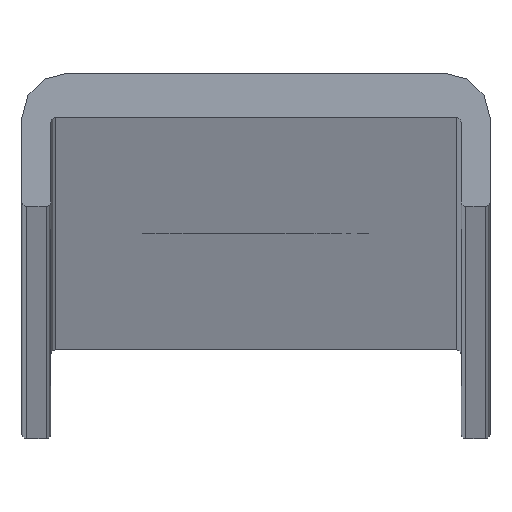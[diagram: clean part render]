
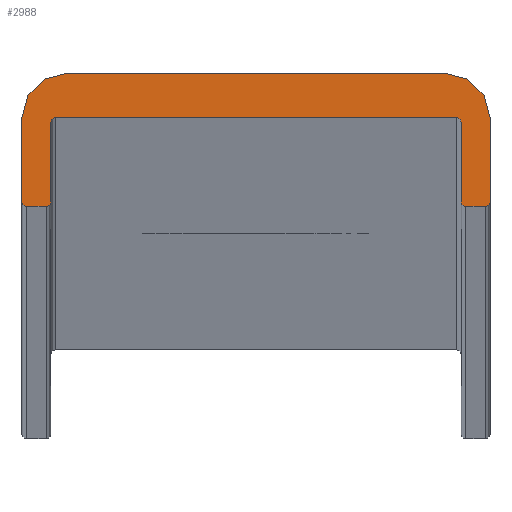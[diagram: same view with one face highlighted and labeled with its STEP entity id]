
A CAD part, top view. The second image highlights one B-rep face of the part: STEP entity #2988.
In plain terms, the highlighted planar face has unit normal (0, 0, 1).
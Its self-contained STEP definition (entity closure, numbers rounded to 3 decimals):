
#56 = LINE ( 'NONE', #3193, #13789 ) ;
#151 = DIRECTION ( 'NONE',  ( 0., -1., 0. ) ) ;
#360 = EDGE_CURVE ( 'NONE', #4248, #12317, #2452, .T. ) ;
#419 = VECTOR ( 'NONE', #2128, 1000. ) ;
#642 = VECTOR ( 'NONE', #15167, 1000. ) ;
#990 = ORIENTED_EDGE ( 'NONE', *, *, #13442, .T. ) ;
#1090 = CARTESIAN_POINT ( 'NONE',  ( -9.25, 0.2, 3000. ) ) ;
#1445 = DIRECTION ( 'NONE',  ( 0., 0., 1. ) ) ;
#1733 = EDGE_CURVE ( 'NONE', #12317, #4372, #56, .T. ) ;
#1741 = ORIENTED_EDGE ( 'NONE', *, *, #3023, .T. ) ;
#1793 = VECTOR ( 'NONE', #10656, 1000. ) ;
#1917 = AXIS2_PLACEMENT_3D ( 'NONE', #12247, #9616, #11066 ) ;
#2128 = DIRECTION ( 'NONE',  ( 0., 1., 0. ) ) ;
#2280 = VERTEX_POINT ( 'NONE', #11456 ) ;
#2442 = EDGE_CURVE ( 'NONE', #11482, #2702, #15723, .T. ) ;
#2452 = CIRCLE ( 'NONE', #4567, 0.2 ) ;
#2702 = VERTEX_POINT ( 'NONE', #11148 ) ;
#2726 = AXIS2_PLACEMENT_3D ( 'NONE', #12005, #16218, #11886 ) ;
#2751 = CARTESIAN_POINT ( 'NONE',  ( 9.45, 0., 3000. ) ) ;
#2826 = CARTESIAN_POINT ( 'NONE',  ( -9.05, 4., 3000. ) ) ;
#2836 = CARTESIAN_POINT ( 'NONE',  ( 9.45, 0.2, 3000. ) ) ;
#2988 = ADVANCED_FACE ( 'NONE', ( #12886 ), #6829, .F. ) ;
#3023 = EDGE_CURVE ( 'NONE', #2702, #10318, #13752, .T. ) ;
#3078 = AXIS2_PLACEMENT_3D ( 'NONE', #11015, #12490, #4156 ) ;
#3193 = CARTESIAN_POINT ( 'NONE',  ( -9.25, 0.2, 3000. ) ) ;
#3201 = LINE ( 'NONE', #12106, #16298 ) ;
#3253 = LINE ( 'NONE', #9604, #642 ) ;
#3292 = CARTESIAN_POINT ( 'NONE',  ( 10.35, 0., 3000. ) ) ;
#3308 = VECTOR ( 'NONE', #16084, 1000. ) ;
#3517 = EDGE_CURVE ( 'NONE', #11593, #3812, #7658, .T. ) ;
#3533 = CARTESIAN_POINT ( 'NONE',  ( 10.55, 4., 3000. ) ) ;
#3584 = ORIENTED_EDGE ( 'NONE', *, *, #16866, .T. ) ;
#3812 = VERTEX_POINT ( 'NONE', #6181 ) ;
#3911 = DIRECTION ( 'NONE',  ( 0., 0., 1. ) ) ;
#3955 = AXIS2_PLACEMENT_3D ( 'NONE', #13327, #16024, #5052 ) ;
#4036 = LINE ( 'NONE', #13011, #5769 ) ;
#4156 = DIRECTION ( 'NONE',  ( -1., 0., 0. ) ) ;
#4212 = CARTESIAN_POINT ( 'NONE',  ( 9.05, 3.8, 3000. ) ) ;
#4248 = VERTEX_POINT ( 'NONE', #10266 ) ;
#4286 = EDGE_CURVE ( 'NONE', #14909, #5662, #17726, .T. ) ;
#4372 = VERTEX_POINT ( 'NONE', #5721 ) ;
#4567 = AXIS2_PLACEMENT_3D ( 'NONE', #9324, #3911, #16402 ) ;
#5052 = DIRECTION ( 'NONE',  ( -1., 0., 0. ) ) ;
#5227 = EDGE_CURVE ( 'NONE', #7669, #17995, #8523, .T. ) ;
#5523 = VERTEX_POINT ( 'NONE', #6073 ) ;
#5662 = VERTEX_POINT ( 'NONE', #11972 ) ;
#5704 = EDGE_CURVE ( 'NONE', #4372, #11482, #14858, .T. ) ;
#5721 = CARTESIAN_POINT ( 'NONE',  ( -9.25, 3.8, 3000. ) ) ;
#5756 = CARTESIAN_POINT ( 'NONE',  ( 9.25, 3.8, 3000. ) ) ;
#5769 = VECTOR ( 'NONE', #14343, 1000. ) ;
#5940 = DIRECTION ( 'NONE',  ( 0., 1., 0. ) ) ;
#6073 = CARTESIAN_POINT ( 'NONE',  ( 10.55, 4., 3000. ) ) ;
#6181 = CARTESIAN_POINT ( 'NONE',  ( 10.55, 0.2, 3000. ) ) ;
#6348 = CARTESIAN_POINT ( 'NONE',  ( -8.55, 6., 3000. ) ) ;
#6552 = VERTEX_POINT ( 'NONE', #7554 ) ;
#6742 = DIRECTION ( 'NONE',  ( 0., 0., 1. ) ) ;
#6829 = PLANE ( 'NONE',  #1917 ) ;
#7312 = LINE ( 'NONE', #13904, #10809 ) ;
#7443 = ORIENTED_EDGE ( 'NONE', *, *, #8799, .T. ) ;
#7554 = CARTESIAN_POINT ( 'NONE',  ( 9.25, 0.2, 3000. ) ) ;
#7658 = CIRCLE ( 'NONE', #14137, 0.2 ) ;
#7669 = VERTEX_POINT ( 'NONE', #7968 ) ;
#7759 = AXIS2_PLACEMENT_3D ( 'NONE', #14795, #16257, #12107 ) ;
#7968 = CARTESIAN_POINT ( 'NONE',  ( -10.55, 0.2, 3000. ) ) ;
#8072 = ORIENTED_EDGE ( 'NONE', *, *, #5704, .T. ) ;
#8141 = CARTESIAN_POINT ( 'NONE',  ( 10.35, 0.2, 3000. ) ) ;
#8335 = DIRECTION ( 'NONE',  ( 0., 0., -1. ) ) ;
#8427 = CARTESIAN_POINT ( 'NONE',  ( -9.05, 4., 3000. ) ) ;
#8523 = CIRCLE ( 'NONE', #3078, 0.2 ) ;
#8616 = ORIENTED_EDGE ( 'NONE', *, *, #18103, .T. ) ;
#8799 = EDGE_CURVE ( 'NONE', #3812, #5523, #12193, .T. ) ;
#8962 = EDGE_CURVE ( 'NONE', #14955, #11593, #3253, .T. ) ;
#9324 = CARTESIAN_POINT ( 'NONE',  ( -9.45, 0.2, 3000. ) ) ;
#9604 = CARTESIAN_POINT ( 'NONE',  ( 9.45, 0., 3000. ) ) ;
#9612 = ORIENTED_EDGE ( 'NONE', *, *, #15277, .T. ) ;
#9616 = DIRECTION ( 'NONE',  ( 0., 0., -1. ) ) ;
#10266 = CARTESIAN_POINT ( 'NONE',  ( -9.45, 0., 3000. ) ) ;
#10318 = VERTEX_POINT ( 'NONE', #5756 ) ;
#10400 = CARTESIAN_POINT ( 'NONE',  ( -10.35, 0., 3000. ) ) ;
#10488 = ORIENTED_EDGE ( 'NONE', *, *, #3517, .T. ) ;
#10656 = DIRECTION ( 'NONE',  ( 1., 0., 0. ) ) ;
#10809 = VECTOR ( 'NONE', #151, 1000. ) ;
#11015 = CARTESIAN_POINT ( 'NONE',  ( -10.35, 0.2, 3000. ) ) ;
#11066 = DIRECTION ( 'NONE',  ( -1., 0., 0. ) ) ;
#11148 = CARTESIAN_POINT ( 'NONE',  ( 9.05, 4., 3000. ) ) ;
#11366 = ORIENTED_EDGE ( 'NONE', *, *, #1733, .T. ) ;
#11456 = CARTESIAN_POINT ( 'NONE',  ( -10.55, 4., 3000. ) ) ;
#11482 = VERTEX_POINT ( 'NONE', #2826 ) ;
#11593 = VERTEX_POINT ( 'NONE', #3292 ) ;
#11837 = ORIENTED_EDGE ( 'NONE', *, *, #4286, .T. ) ;
#11886 = DIRECTION ( 'NONE',  ( 1., 0., 0. ) ) ;
#11972 = CARTESIAN_POINT ( 'NONE',  ( -8.55, 6., 3000. ) ) ;
#12005 = CARTESIAN_POINT ( 'NONE',  ( -8.55, 4., 3000. ) ) ;
#12106 = CARTESIAN_POINT ( 'NONE',  ( -10.35, 0., 3000. ) ) ;
#12107 = DIRECTION ( 'NONE',  ( 1., 0., 0. ) ) ;
#12193 = LINE ( 'NONE', #3533, #419 ) ;
#12247 = CARTESIAN_POINT ( 'NONE',  ( 8.55, 4., 3000. ) ) ;
#12255 = ORIENTED_EDGE ( 'NONE', *, *, #5227, .T. ) ;
#12317 = VERTEX_POINT ( 'NONE', #1090 ) ;
#12490 = DIRECTION ( 'NONE',  ( 0., 0., 1. ) ) ;
#12671 = ORIENTED_EDGE ( 'NONE', *, *, #17793, .T. ) ;
#12886 = FACE_OUTER_BOUND ( 'NONE', #15127, .T. ) ;
#12953 = ORIENTED_EDGE ( 'NONE', *, *, #360, .T. ) ;
#13011 = CARTESIAN_POINT ( 'NONE',  ( 9.25, 3.8, 3000. ) ) ;
#13150 = CIRCLE ( 'NONE', #16713, 0.2 ) ;
#13327 = CARTESIAN_POINT ( 'NONE',  ( 8.55, 4., 3000. ) ) ;
#13432 = DIRECTION ( 'NONE',  ( 1., 0., 0. ) ) ;
#13437 = DIRECTION ( 'NONE',  ( 1., 0., 0. ) ) ;
#13442 = EDGE_CURVE ( 'NONE', #5523, #14909, #14091, .T. ) ;
#13752 = CIRCLE ( 'NONE', #16029, 0.2 ) ;
#13789 = VECTOR ( 'NONE', #5940, 1000. ) ;
#13833 = EDGE_CURVE ( 'NONE', #17995, #4248, #3201, .T. ) ;
#13904 = CARTESIAN_POINT ( 'NONE',  ( -10.55, 0.2, 3000. ) ) ;
#13992 = DIRECTION ( 'NONE',  ( 1., 0., 0. ) ) ;
#14091 = CIRCLE ( 'NONE', #3955, 2. ) ;
#14137 = AXIS2_PLACEMENT_3D ( 'NONE', #8141, #6742, #13432 ) ;
#14343 = DIRECTION ( 'NONE',  ( 0., -1., 0. ) ) ;
#14703 = ORIENTED_EDGE ( 'NONE', *, *, #2442, .T. ) ;
#14709 = ORIENTED_EDGE ( 'NONE', *, *, #13833, .T. ) ;
#14795 = CARTESIAN_POINT ( 'NONE',  ( -9.05, 3.8, 3000. ) ) ;
#14858 = CIRCLE ( 'NONE', #7759, 0.2 ) ;
#14909 = VERTEX_POINT ( 'NONE', #18002 ) ;
#14955 = VERTEX_POINT ( 'NONE', #2751 ) ;
#15127 = EDGE_LOOP ( 'NONE', ( #990, #11837, #8616, #9612, #12255, #14709, #12953, #11366, #8072, #14703, #1741, #3584, #12671, #16871, #10488, #7443 ) ) ;
#15167 = DIRECTION ( 'NONE',  ( 1., 0., 0. ) ) ;
#15277 = EDGE_CURVE ( 'NONE', #2280, #7669, #7312, .T. ) ;
#15435 = DIRECTION ( 'NONE',  ( -1., 0., 0. ) ) ;
#15723 = LINE ( 'NONE', #8427, #1793 ) ;
#16024 = DIRECTION ( 'NONE',  ( 0., 0., 1. ) ) ;
#16029 = AXIS2_PLACEMENT_3D ( 'NONE', #4212, #8335, #13992 ) ;
#16084 = DIRECTION ( 'NONE',  ( -1., 0., 0. ) ) ;
#16218 = DIRECTION ( 'NONE',  ( 0., 0., 1. ) ) ;
#16257 = DIRECTION ( 'NONE',  ( 0., 0., -1. ) ) ;
#16298 = VECTOR ( 'NONE', #13437, 1000. ) ;
#16402 = DIRECTION ( 'NONE',  ( 1., 0., 0. ) ) ;
#16713 = AXIS2_PLACEMENT_3D ( 'NONE', #2836, #1445, #15435 ) ;
#16866 = EDGE_CURVE ( 'NONE', #10318, #6552, #4036, .T. ) ;
#16871 = ORIENTED_EDGE ( 'NONE', *, *, #8962, .T. ) ;
#17067 = CIRCLE ( 'NONE', #2726, 2. ) ;
#17726 = LINE ( 'NONE', #6348, #3308 ) ;
#17793 = EDGE_CURVE ( 'NONE', #6552, #14955, #13150, .T. ) ;
#17995 = VERTEX_POINT ( 'NONE', #10400 ) ;
#18002 = CARTESIAN_POINT ( 'NONE',  ( 8.55, 6., 3000. ) ) ;
#18103 = EDGE_CURVE ( 'NONE', #5662, #2280, #17067, .T. ) ;
